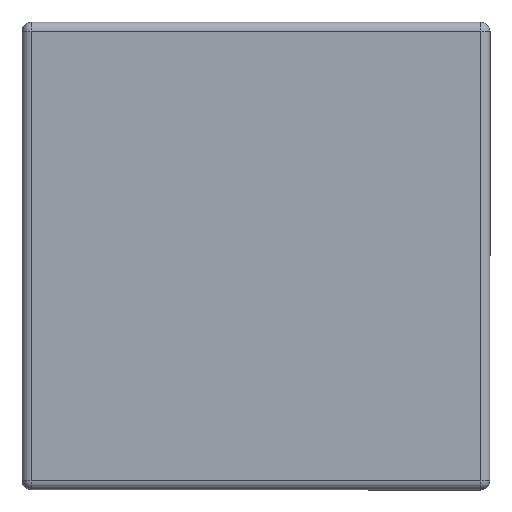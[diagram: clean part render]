
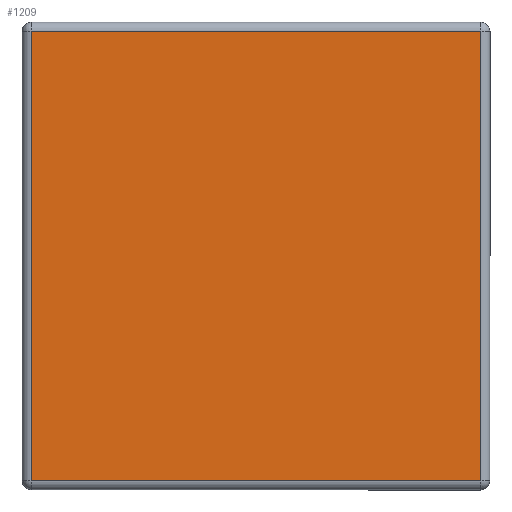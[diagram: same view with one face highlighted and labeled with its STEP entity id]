
A CAD part, left-side view. The second image highlights one B-rep face of the part: STEP entity #1209.
In plain terms, the highlighted planar face has unit normal (-1, 0, 0).
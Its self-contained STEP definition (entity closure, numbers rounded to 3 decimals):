
#107 = DIRECTION ( 'NONE',  ( 0., -1., 0. ) ) ;
#148 = ORIENTED_EDGE ( 'NONE', *, *, #3886, .T. ) ;
#382 = VERTEX_POINT ( 'NONE', #3248 ) ;
#439 = CARTESIAN_POINT ( 'NONE',  ( -1.25, -0.864, 1.764 ) ) ;
#666 = AXIS2_PLACEMENT_3D ( 'NONE', #12554, #4538, #8099 ) ;
#897 = CARTESIAN_POINT ( 'NONE',  ( -1.25, -0.864, 0. ) ) ;
#1209 = ADVANCED_FACE ( 'NONE', ( #3283 ), #5702, .F. ) ;
#2378 = DIRECTION ( 'NONE',  ( 0., 1., 0. ) ) ;
#3207 = EDGE_CURVE ( 'NONE', #10992, #10587, #11570, .T. ) ;
#3248 = CARTESIAN_POINT ( 'NONE',  ( -1.25, 0.864, 0.036 ) ) ;
#3283 = FACE_OUTER_BOUND ( 'NONE', #5031, .T. ) ;
#3388 = VECTOR ( 'NONE', #10190, 1000. ) ;
#3547 = ORIENTED_EDGE ( 'NONE', *, *, #6453, .T. ) ;
#3842 = LINE ( 'NONE', #8352, #14113 ) ;
#3886 = EDGE_CURVE ( 'NONE', #7904, #382, #11562, .T. ) ;
#4538 = DIRECTION ( 'NONE',  ( 1., 0., 0. ) ) ;
#4547 = EDGE_CURVE ( 'NONE', #382, #10992, #3842, .T. ) ;
#5031 = EDGE_LOOP ( 'NONE', ( #11582, #15242, #3547, #148 ) ) ;
#5702 = PLANE ( 'NONE',  #666 ) ;
#6453 = EDGE_CURVE ( 'NONE', #10587, #7904, #13058, .T. ) ;
#7695 = CARTESIAN_POINT ( 'NONE',  ( -1.25, -0.864, 0.036 ) ) ;
#7904 = VERTEX_POINT ( 'NONE', #12263 ) ;
#8099 = DIRECTION ( 'NONE',  ( 0., 0., 1. ) ) ;
#8352 = CARTESIAN_POINT ( 'NONE',  ( -1.25, 0., 0.036 ) ) ;
#10185 = VECTOR ( 'NONE', #14975, 1000. ) ;
#10190 = DIRECTION ( 'NONE',  ( 0., 0., -1. ) ) ;
#10346 = CARTESIAN_POINT ( 'NONE',  ( -1.25, 0.864, 0. ) ) ;
#10499 = VECTOR ( 'NONE', #2378, 1000. ) ;
#10587 = VERTEX_POINT ( 'NONE', #439 ) ;
#10975 = CARTESIAN_POINT ( 'NONE',  ( -1.25, 0., 1.764 ) ) ;
#10992 = VERTEX_POINT ( 'NONE', #7695 ) ;
#11562 = LINE ( 'NONE', #10346, #3388 ) ;
#11570 = LINE ( 'NONE', #897, #10185 ) ;
#11582 = ORIENTED_EDGE ( 'NONE', *, *, #4547, .T. ) ;
#12263 = CARTESIAN_POINT ( 'NONE',  ( -1.25, 0.864, 1.764 ) ) ;
#12554 = CARTESIAN_POINT ( 'NONE',  ( -1.25, 0., 0. ) ) ;
#13058 = LINE ( 'NONE', #10975, #10499 ) ;
#14113 = VECTOR ( 'NONE', #107, 1000. ) ;
#14975 = DIRECTION ( 'NONE',  ( 0., 0., 1. ) ) ;
#15242 = ORIENTED_EDGE ( 'NONE', *, *, #3207, .T. ) ;
